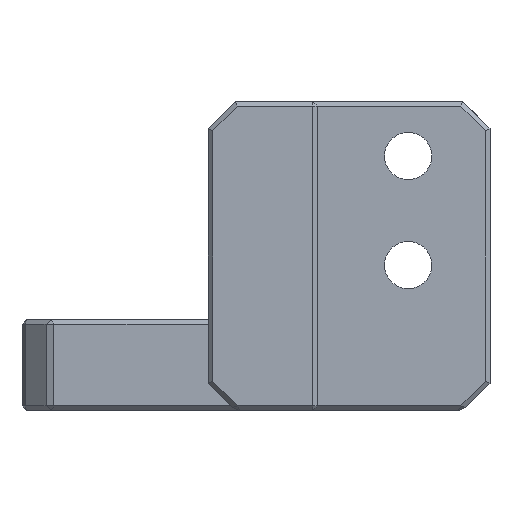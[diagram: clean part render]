
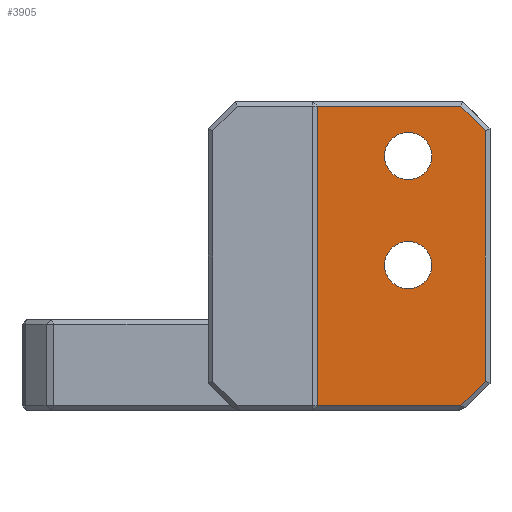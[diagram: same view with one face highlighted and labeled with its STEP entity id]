
A CAD part, front view. The second image highlights one B-rep face of the part: STEP entity #3905.
In plain terms, the highlighted planar face has unit normal (0, -1, 0).
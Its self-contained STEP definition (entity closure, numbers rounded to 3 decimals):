
#57=FACE_BOUND('',#523,.T.);
#58=FACE_BOUND('',#524,.T.);
#87=CIRCLE('',#4175,2.6);
#88=CIRCLE('',#4176,2.6);
#285=FACE_OUTER_BOUND('',#522,.T.);
#522=EDGE_LOOP('',(#3027,#3028,#3029,#3030,#3031,#3032));
#523=EDGE_LOOP('',(#3033));
#524=EDGE_LOOP('',(#3034));
#800=LINE('',#5852,#1258);
#813=LINE('',#5880,#1271);
#821=LINE('',#5896,#1279);
#831=LINE('',#5915,#1289);
#891=LINE('',#6033,#1349);
#906=LINE('',#6057,#1364);
#1258=VECTOR('',#4668,10.);
#1271=VECTOR('',#4689,10.);
#1279=VECTOR('',#4703,10.);
#1289=VECTOR('',#4719,10.);
#1349=VECTOR('',#4835,10.);
#1364=VECTOR('',#4864,10.);
#1680=VERTEX_POINT('',#5850);
#1681=VERTEX_POINT('',#5851);
#1692=VERTEX_POINT('',#5879);
#1697=VERTEX_POINT('',#5895);
#1699=VERTEX_POINT('',#5901);
#1701=VERTEX_POINT('',#5907);
#1746=VERTEX_POINT('',#6109);
#1747=VERTEX_POINT('',#6111);
#2074=EDGE_CURVE('',#1680,#1681,#800,.T.);
#2087=EDGE_CURVE('',#1681,#1692,#813,.T.);
#2095=EDGE_CURVE('',#1692,#1697,#821,.T.);
#2105=EDGE_CURVE('',#1701,#1699,#831,.T.);
#2166=EDGE_CURVE('',#1697,#1701,#891,.T.);
#2181=EDGE_CURVE('',#1680,#1699,#906,.T.);
#2205=EDGE_CURVE('',#1746,#1746,#87,.T.);
#2206=EDGE_CURVE('',#1747,#1747,#88,.T.);
#3027=ORIENTED_EDGE('',*,*,#2074,.F.);
#3028=ORIENTED_EDGE('',*,*,#2181,.T.);
#3029=ORIENTED_EDGE('',*,*,#2105,.F.);
#3030=ORIENTED_EDGE('',*,*,#2166,.F.);
#3031=ORIENTED_EDGE('',*,*,#2095,.F.);
#3032=ORIENTED_EDGE('',*,*,#2087,.F.);
#3033=ORIENTED_EDGE('',*,*,#2205,.T.);
#3034=ORIENTED_EDGE('',*,*,#2206,.T.);
#3709=PLANE('',#4174);
#3905=ADVANCED_FACE('',(#285,#57,#58),#3709,.T.);
#4174=AXIS2_PLACEMENT_3D('',#6108,#4932,#4933);
#4175=AXIS2_PLACEMENT_3D('',#6110,#4934,#4935);
#4176=AXIS2_PLACEMENT_3D('',#6112,#4936,#4937);
#4668=DIRECTION('',(1.,0.,0.));
#4689=DIRECTION('',(0.707,0.,-0.707));
#4703=DIRECTION('',(0.,0.,-1.));
#4719=DIRECTION('',(-1.,0.,0.));
#4835=DIRECTION('',(-0.707,0.,-0.707));
#4864=DIRECTION('',(0.,0.,-1.));
#4932=DIRECTION('center_axis',(0.,-1.,0.));
#4933=DIRECTION('ref_axis',(-1.,0.,0.));
#4934=DIRECTION('center_axis',(0.,1.,0.));
#4935=DIRECTION('ref_axis',(0.,0.,1.));
#4936=DIRECTION('center_axis',(0.,1.,0.));
#4937=DIRECTION('ref_axis',(0.,0.,1.));
#5850=CARTESIAN_POINT('',(-5.008,-17.876,24.));
#5851=CARTESIAN_POINT('',(10.793,-17.876,24.));
#5852=CARTESIAN_POINT('',(9.248,-17.876,24.));
#5879=CARTESIAN_POINT('',(13.5,-17.876,21.293));
#5880=CARTESIAN_POINT('',(19.646,-17.876,15.146));
#5895=CARTESIAN_POINT('',(13.5,-17.876,-6.293));
#5896=CARTESIAN_POINT('',(13.5,-17.876,-2.75));
#5901=CARTESIAN_POINT('',(-5.008,-17.876,-9.));
#5907=CARTESIAN_POINT('',(10.793,-17.876,-9.));
#5915=CARTESIAN_POINT('',(1.125,-17.876,-9.));
#6033=CARTESIAN_POINT('',(13.146,-17.876,-6.646));
#6057=CARTESIAN_POINT('',(-5.008,-17.876,9.5));
#6108=CARTESIAN_POINT('Origin',(14.,-17.876,-5.5));
#6109=CARTESIAN_POINT('',(4.992,-17.876,3.9));
#6110=CARTESIAN_POINT('Origin',(4.992,-17.876,6.5));
#6111=CARTESIAN_POINT('',(4.992,-17.876,15.9));
#6112=CARTESIAN_POINT('Origin',(4.992,-17.876,18.5));
